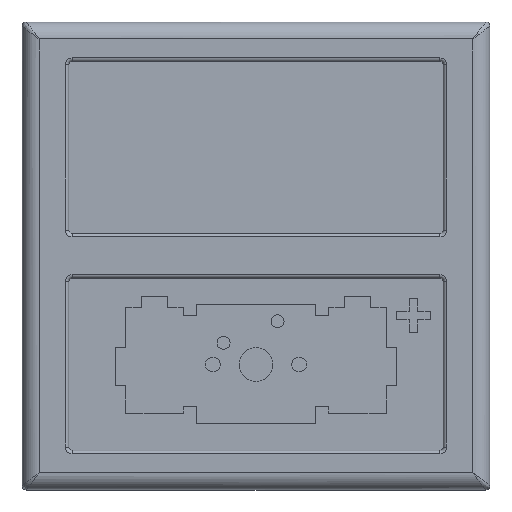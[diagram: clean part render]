
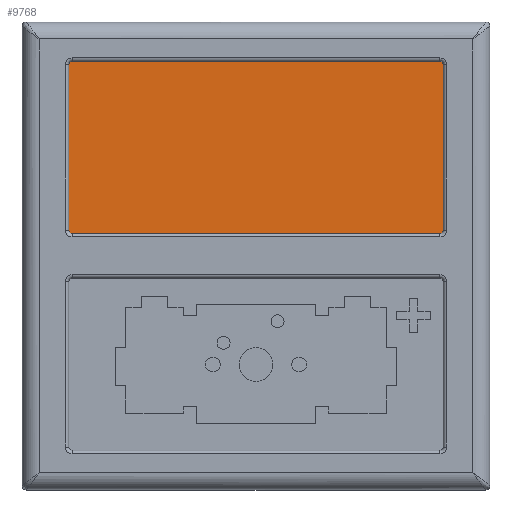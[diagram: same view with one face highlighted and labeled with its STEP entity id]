
A CAD part, top view. The second image highlights one B-rep face of the part: STEP entity #9768.
In plain terms, the highlighted planar face has unit normal (0, 0, 1).
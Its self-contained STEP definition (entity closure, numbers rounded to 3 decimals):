
#9693=CARTESIAN_POINT('',(0.,-1.,5.));
#9694=DIRECTION('',(0.,0.,1.));
#9695=DIRECTION('',(1.,0.,0.));
#9696=AXIS2_PLACEMENT_3D('',#9693,#9694,#9695);
#9697=PLANE('',#9696);
#9698=CARTESIAN_POINT('',(22.03,22.475,5.));
#9699=VERTEX_POINT('',#9698);
#9700=CARTESIAN_POINT('',(22.03,3.025,5.));
#9701=VERTEX_POINT('',#9700);
#9702=CARTESIAN_POINT('',(22.03,22.475,5.));
#9703=DIRECTION('',(0.,-1.,0.));
#9704=VECTOR('',#9703,19.45);
#9705=LINE('',#9702,#9704);
#9706=EDGE_CURVE('',#9699,#9701,#9705,.T.);
#9707=ORIENTED_EDGE('',*,*,#9706,.F.);
#9708=CARTESIAN_POINT('',(21.63,22.875,5.));
#9709=VERTEX_POINT('',#9708);
#9710=CARTESIAN_POINT('',(21.63,22.475,5.));
#9711=DIRECTION('',(0.,0.,1.));
#9712=DIRECTION('',(1.,0.,-0.));
#9713=AXIS2_PLACEMENT_3D('',#9710,#9711,#9712);
#9714=CIRCLE('',#9713,0.4);
#9715=EDGE_CURVE('',#9699,#9709,#9714,.T.);
#9716=ORIENTED_EDGE('',*,*,#9715,.T.);
#9717=CARTESIAN_POINT('',(-21.63,22.875,5.));
#9718=VERTEX_POINT('',#9717);
#9719=CARTESIAN_POINT('',(-21.63,22.875,5.));
#9720=DIRECTION('',(1.,0.,0.));
#9721=VECTOR('',#9720,43.26);
#9722=LINE('',#9719,#9721);
#9723=EDGE_CURVE('',#9718,#9709,#9722,.T.);
#9724=ORIENTED_EDGE('',*,*,#9723,.F.);
#9725=CARTESIAN_POINT('',(-22.03,22.475,5.));
#9726=VERTEX_POINT('',#9725);
#9727=CARTESIAN_POINT('',(-21.63,22.475,5.));
#9728=DIRECTION('',(0.,0.,1.));
#9729=DIRECTION('',(1.,0.,-0.));
#9730=AXIS2_PLACEMENT_3D('',#9727,#9728,#9729);
#9731=CIRCLE('',#9730,0.4);
#9732=EDGE_CURVE('',#9718,#9726,#9731,.T.);
#9733=ORIENTED_EDGE('',*,*,#9732,.T.);
#9734=CARTESIAN_POINT('',(-22.03,3.025,5.));
#9735=VERTEX_POINT('',#9734);
#9736=CARTESIAN_POINT('',(-22.03,3.025,5.));
#9737=DIRECTION('',(0.,1.,0.));
#9738=VECTOR('',#9737,19.45);
#9739=LINE('',#9736,#9738);
#9740=EDGE_CURVE('',#9735,#9726,#9739,.T.);
#9741=ORIENTED_EDGE('',*,*,#9740,.F.);
#9742=CARTESIAN_POINT('',(-21.63,2.625,5.));
#9743=VERTEX_POINT('',#9742);
#9744=CARTESIAN_POINT('',(-21.63,3.025,5.));
#9745=DIRECTION('',(0.,0.,1.));
#9746=DIRECTION('',(1.,0.,-0.));
#9747=AXIS2_PLACEMENT_3D('',#9744,#9745,#9746);
#9748=CIRCLE('',#9747,0.4);
#9749=EDGE_CURVE('',#9735,#9743,#9748,.T.);
#9750=ORIENTED_EDGE('',*,*,#9749,.T.);
#9751=CARTESIAN_POINT('',(21.63,2.625,5.));
#9752=VERTEX_POINT('',#9751);
#9753=CARTESIAN_POINT('',(21.63,2.625,5.));
#9754=DIRECTION('',(-1.,0.,0.));
#9755=VECTOR('',#9754,43.26);
#9756=LINE('',#9753,#9755);
#9757=EDGE_CURVE('',#9752,#9743,#9756,.T.);
#9758=ORIENTED_EDGE('',*,*,#9757,.F.);
#9759=CARTESIAN_POINT('',(21.63,3.025,5.));
#9760=DIRECTION('',(0.,0.,1.));
#9761=DIRECTION('',(1.,0.,-0.));
#9762=AXIS2_PLACEMENT_3D('',#9759,#9760,#9761);
#9763=CIRCLE('',#9762,0.4);
#9764=EDGE_CURVE('',#9752,#9701,#9763,.T.);
#9765=ORIENTED_EDGE('',*,*,#9764,.T.);
#9766=EDGE_LOOP('',(#9707,#9716,#9724,#9733,#9741,#9750,#9758,#9765));
#9767=FACE_BOUND('',#9766,.T.);
#9768=ADVANCED_FACE('',(#9767),#9697,.T.);
